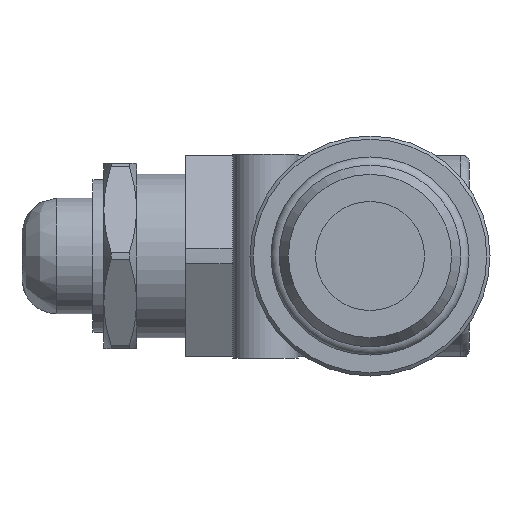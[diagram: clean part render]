
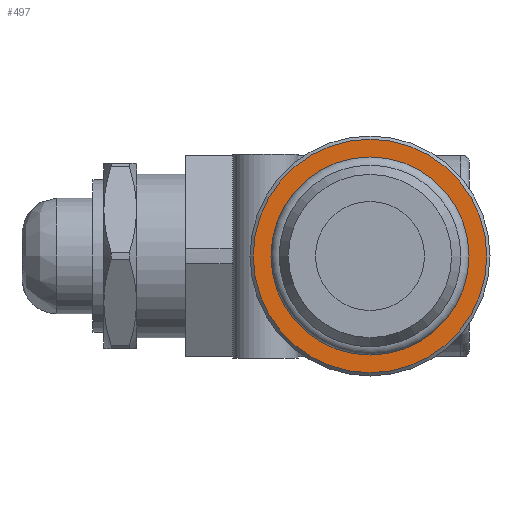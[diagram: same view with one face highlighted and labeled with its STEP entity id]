
A CAD part, left-side view. The second image highlights one B-rep face of the part: STEP entity #497.
In plain terms, the highlighted planar face has unit normal (-1, 0, 0).
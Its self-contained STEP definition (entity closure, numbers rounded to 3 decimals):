
#497 = ADVANCED_FACE( '', ( #1066, #1067 ), #1068, .F. );
#1066 = FACE_OUTER_BOUND( '', #1713, .T. );
#1067 = FACE_BOUND( '', #1714, .T. );
#1068 = PLANE( '', #1715 );
#1713 = EDGE_LOOP( '', ( #2873 ) );
#1714 = EDGE_LOOP( '', ( #2874 ) );
#1715 = AXIS2_PLACEMENT_3D( '', #2875, #2876, #2877 );
#2873 = ORIENTED_EDGE( '', *, *, #3925, .F. );
#2874 = ORIENTED_EDGE( '', *, *, #3626, .T. );
#2875 = CARTESIAN_POINT( '', ( 0., 8.19, 0. ) );
#2876 = DIRECTION( '', ( 1., 0., 0. ) );
#2877 = DIRECTION( '', ( 0., 0., -1. ) );
#3626 = EDGE_CURVE( '', #4278, #4278, #4279, .T. );
#3925 = EDGE_CURVE( '', #4737, #4737, #4738, .T. );
#4278 = VERTEX_POINT( '', #5348 );
#4279 = CIRCLE( '', #5349, 8.19 );
#4737 = VERTEX_POINT( '', #6202 );
#4738 = CIRCLE( '', #6203, 10.7 );
#5348 = CARTESIAN_POINT( '', ( 0., 0., -8.19 ) );
#5349 = AXIS2_PLACEMENT_3D( '', #6866, #6867, #6868 );
#6202 = CARTESIAN_POINT( '', ( 0., 0., -10.7 ) );
#6203 = AXIS2_PLACEMENT_3D( '', #7221, #7222, #7223 );
#6866 = CARTESIAN_POINT( '', ( 0., 0., 0. ) );
#6867 = DIRECTION( '', ( 1., 0., 0. ) );
#6868 = DIRECTION( '', ( 0., 0., -1. ) );
#7221 = CARTESIAN_POINT( '', ( 0., 0., 0. ) );
#7222 = DIRECTION( '', ( 1., 0., 0. ) );
#7223 = DIRECTION( '', ( 0., 0., -1. ) );
